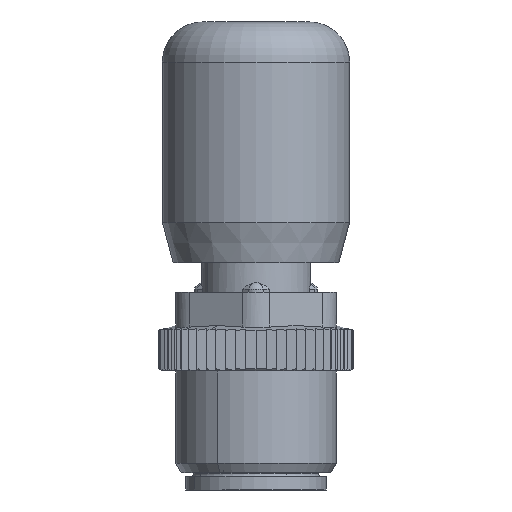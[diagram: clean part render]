
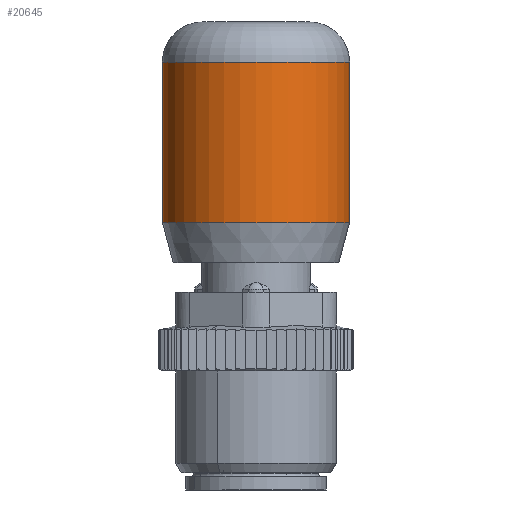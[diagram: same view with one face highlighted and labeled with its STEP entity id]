
A CAD part, front view. The second image highlights one B-rep face of the part: STEP entity #20645.
In plain terms, the highlighted cylindrical face has radius 7 mm (diameter 14 mm), a partial arc.
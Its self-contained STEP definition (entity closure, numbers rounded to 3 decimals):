
#20574=AXIS2_PLACEMENT_3D('Circle Axis2P3D',#20572,#20573,$) ;
#20618=AXIS2_PLACEMENT_3D('Cylinder Axis2P3D',#20615,#20616,#20617) ;
#20636=AXIS2_PLACEMENT_3D('Circle Axis2P3D',#20634,#20635,$) ;
#20569=CARTESIAN_POINT('Vertex',(0.3,7.261,32.)) ;
#20572=CARTESIAN_POINT('Axis2P3D Location',(7.3,7.261,32.)) ;
#20576=CARTESIAN_POINT('Vertex',(14.3,7.261,32.)) ;
#20615=CARTESIAN_POINT('Axis2P3D Location',(7.3,7.261,28.)) ;
#20620=CARTESIAN_POINT('Line Origine',(14.3,7.261,28.)) ;
#20624=CARTESIAN_POINT('Vertex',(14.3,7.261,20.)) ;
#20627=CARTESIAN_POINT('Line Origine',(0.3,7.261,28.)) ;
#20631=CARTESIAN_POINT('Vertex',(0.3,7.261,20.)) ;
#20634=CARTESIAN_POINT('Axis2P3D Location',(7.3,7.261,20.)) ;
#20573=DIRECTION('Axis2P3D Direction',(0.,0.,1.)) ;
#20616=DIRECTION('Axis2P3D Direction',(0.,0.,1.)) ;
#20617=DIRECTION('Axis2P3D XDirection',(1.,0.,0.)) ;
#20621=DIRECTION('Vector Direction',(0.,0.,1.)) ;
#20628=DIRECTION('Vector Direction',(0.,0.,1.)) ;
#20635=DIRECTION('Axis2P3D Direction',(0.,0.,1.)) ;
#20622=VECTOR('Line Direction',#20621,1.) ;
#20629=VECTOR('Line Direction',#20628,1.) ;
#20640=ORIENTED_EDGE('',*,*,#20626,.T.) ;
#20641=ORIENTED_EDGE('',*,*,#20578,.F.) ;
#20642=ORIENTED_EDGE('',*,*,#20633,.F.) ;
#20643=ORIENTED_EDGE('',*,*,#20638,.T.) ;
#20645=ADVANCED_FACE('Hauptkoerper',(#20644),#20619,.T.) ;
#20575=CIRCLE('generated circle',#20574,7.) ;
#20637=CIRCLE('generated circle',#20636,7.) ;
#20619=CYLINDRICAL_SURFACE('generated cylinder',#20618,7.) ;
#20578=EDGE_CURVE('',#20570,#20577,#20575,.T.) ;
#20626=EDGE_CURVE('',#20625,#20577,#20623,.T.) ;
#20633=EDGE_CURVE('',#20632,#20570,#20630,.T.) ;
#20638=EDGE_CURVE('',#20632,#20625,#20637,.T.) ;
#20639=EDGE_LOOP('',(#20640,#20641,#20642,#20643)) ;
#20644=FACE_OUTER_BOUND('',#20639,.T.) ;
#20623=LINE('Line',#20620,#20622) ;
#20630=LINE('Line',#20627,#20629) ;
#20570=VERTEX_POINT('',#20569) ;
#20577=VERTEX_POINT('',#20576) ;
#20625=VERTEX_POINT('',#20624) ;
#20632=VERTEX_POINT('',#20631) ;
